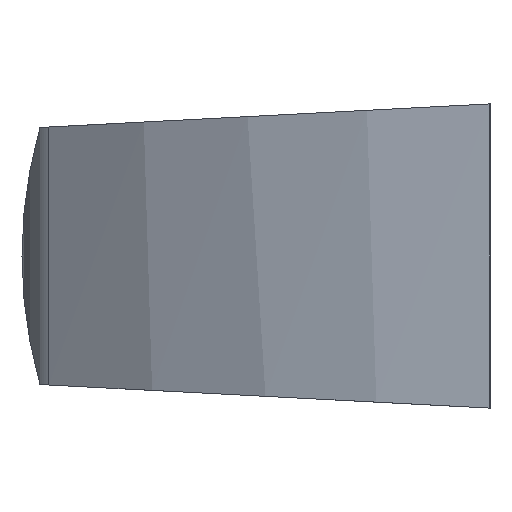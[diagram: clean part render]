
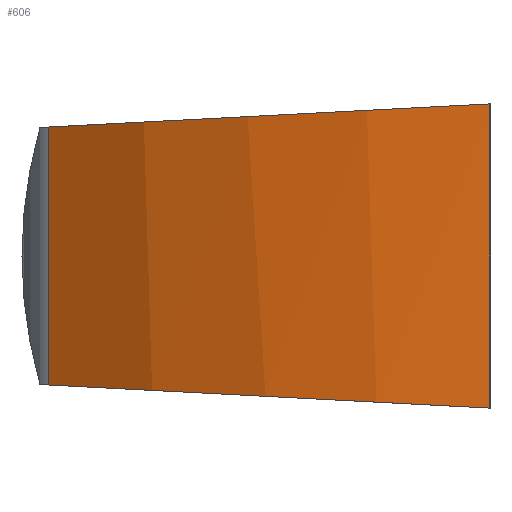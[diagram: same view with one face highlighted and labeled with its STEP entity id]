
A CAD part, left-side view. The second image highlights one B-rep face of the part: STEP entity #606.
In plain terms, the highlighted cylindrical face has radius 61 mm (diameter 122 mm), a partial arc.
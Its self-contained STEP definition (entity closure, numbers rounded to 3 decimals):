
#56=ELLIPSE('',#640,61.084,61.);
#57=ELLIPSE('',#641,61.084,61.);
#68=ORIENTED_EDGE('',*,*,#172,.F.);
#69=ORIENTED_EDGE('',*,*,#173,.T.);
#70=ORIENTED_EDGE('',*,*,#174,.T.);
#71=ORIENTED_EDGE('',*,*,#175,.T.);
#172=EDGE_CURVE('',#224,#225,#266,.T.);
#173=EDGE_CURVE('',#224,#226,#56,.T.);
#174=EDGE_CURVE('',#226,#227,#267,.T.);
#175=EDGE_CURVE('',#227,#225,#57,.T.);
#224=VERTEX_POINT('',#828);
#225=VERTEX_POINT('',#829);
#226=VERTEX_POINT('',#831);
#227=VERTEX_POINT('',#833);
#266=LINE('',#827,#288);
#267=LINE('',#832,#289);
#288=VECTOR('',#697,1000.);
#289=VECTOR('',#700,1000.);
#310=EDGE_LOOP('',(#68,#69,#70,#71));
#352=FACE_BOUND('',#310,.T.);
#396=CYLINDRICAL_SURFACE('',#639,61.);
#606=ADVANCED_FACE('',(#352),#396,.T.);
#639=AXIS2_PLACEMENT_3D('',#826,#695,#696);
#640=AXIS2_PLACEMENT_3D('',#830,#698,#699);
#641=AXIS2_PLACEMENT_3D('',#834,#701,#702);
#695=DIRECTION('',(0.,0.,-1.));
#696=DIRECTION('',(-1.,0.,0.));
#697=DIRECTION('',(0.,0.,-1.));
#698=DIRECTION('',(0.,-0.052,-0.999));
#699=DIRECTION('',(0.,0.999,-0.052));
#700=DIRECTION('',(0.,0.,-1.));
#701=DIRECTION('',(0.,-0.052,0.999));
#702=DIRECTION('',(0.,-0.999,-0.052));
#826=CARTESIAN_POINT('',(49.5,0.,13.));
#827=CARTESIAN_POINT('',(-11.5,0.,13.));
#828=CARTESIAN_POINT('',(-11.5,0.,13.));
#829=CARTESIAN_POINT('',(-11.5,0.,-13.));
#830=CARTESIAN_POINT('',(49.5,0.,13.));
#831=CARTESIAN_POINT('',(1.552,37.709,11.024));
#832=CARTESIAN_POINT('',(1.552,37.709,13.));
#833=CARTESIAN_POINT('',(1.552,37.709,-11.024));
#834=CARTESIAN_POINT('',(49.5,0.,-13.));
